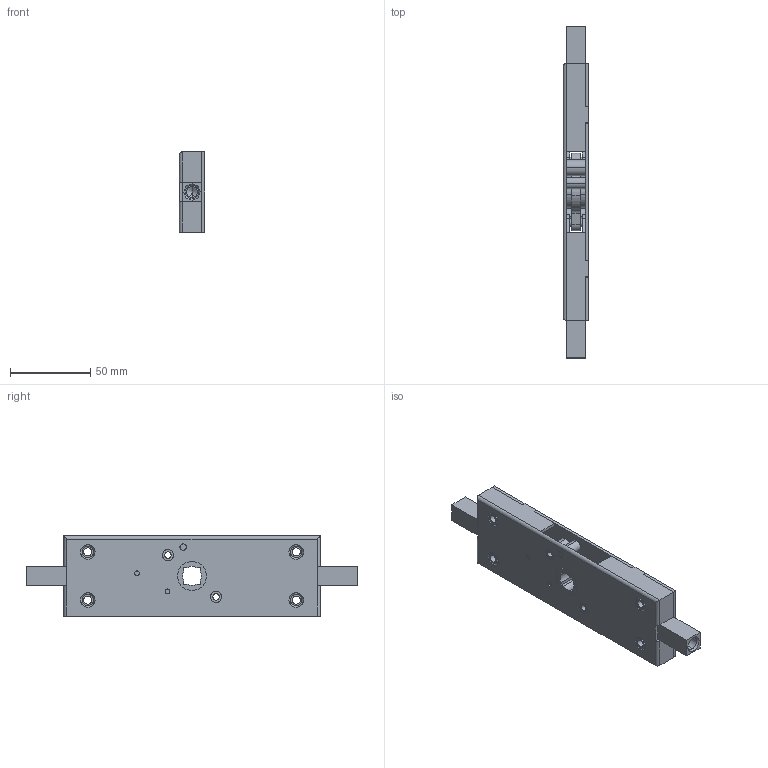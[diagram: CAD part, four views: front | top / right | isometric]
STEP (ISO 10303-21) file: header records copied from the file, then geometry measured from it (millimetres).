
FILE_DESCRIPTION (( 'STEP AP203' ), '1' );
FILE_NAME ('A-394-2.STEP', '2019-08-06T07:47:59', ( '' ), ( '' ), 'SwSTEP 2.0', 'SolidWorks 2014', '' );
FILE_SCHEMA (( 'CONFIG_CONTROL_DESIGN' ));
Length unit declared in the file: millimetre
Products named in the file (10): A-394-2ケース_; A-394-2軸2__軸C; A-394-2スライダー_; A-394-2軸__軸A; A-394-2カバー_; A-394-2; A-394-2傾乕儉__傾乕儉AC; A-394-2軸__軸B; A-394-2カム_; A-394-2傾乕儉__傾乕儉BD
Assembly tree (16 placements, depth 2):
  A-394-2
    A-394-2ケース_
    A-394-2カバー_
    A-394-2カム_
    A-394-2スライダー_  x2
    A-394-2傾乕儉__傾乕儉AC  x2
    A-394-2傾乕儉__傾乕儉BD  x2
    A-394-2軸__軸A  x2
    A-394-2軸__軸B  x4
    A-394-2軸2__軸C
Bounding box: 16.2 x 206.96 x 50 mm (x, y, z)
Volume: 60505.6 mm3; surface area: 58018.4 mm2
Topology: 16 solids, 16 shells, 482 faces, 1214 edges, 790 vertices
Faces by surface type: plane 229, cylinder 205, cone 48
Entity records: 12538 total; most frequent: CARTESIAN_POINT 2183, DIRECTION 1930, ORIENTED_EDGE 1872, EDGE_CURVE 936, AXIS2_PLACEMENT_3D 694, VERTEX_POINT 611, LINE 542, VECTOR 542
